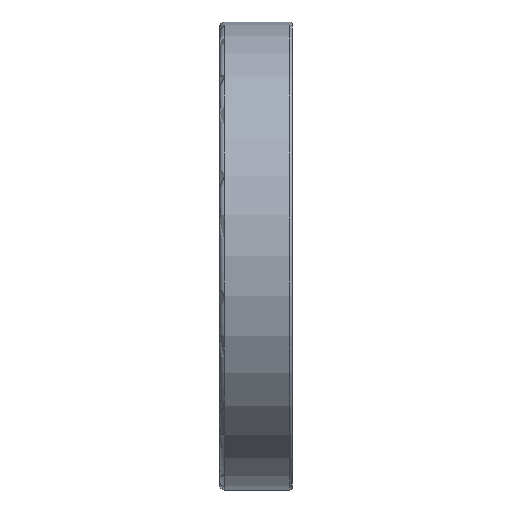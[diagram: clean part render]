
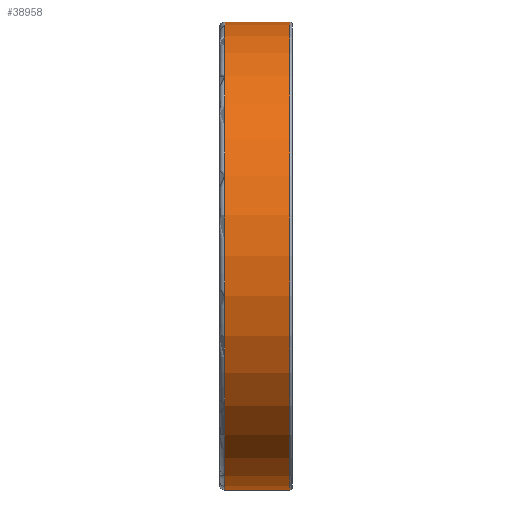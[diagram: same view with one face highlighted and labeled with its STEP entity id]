
A CAD part, top view. The second image highlights one B-rep face of the part: STEP entity #38958.
In plain terms, the highlighted cylindrical face has radius 90 mm (diameter 180 mm), a partial arc.
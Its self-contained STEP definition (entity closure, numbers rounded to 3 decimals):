
#29113=DIRECTION('',(-1.,0.,0.));
#29114=VECTOR('',#29113,25.);
#29115=CARTESIAN_POINT('',(13.,90.,0.));
#29116=LINE('',#29115,#29114);
#29120=DIRECTION('',(-1.,0.,0.));
#29121=VECTOR('',#29120,25.);
#29122=CARTESIAN_POINT('',(13.,-90.,0.));
#29123=LINE('',#29122,#29121);
#29135=CARTESIAN_POINT('',(13.,0.,0.));
#29136=DIRECTION('',(1.,0.,0.));
#29137=DIRECTION('',(0.,1.,0.));
#29138=AXIS2_PLACEMENT_3D('',#29135,#29136,#29137);
#29143=CARTESIAN_POINT('',(-12.,0.,0.));
#29144=DIRECTION('',(1.,0.,0.));
#29145=DIRECTION('',(0.,1.,0.));
#29146=AXIS2_PLACEMENT_3D('',#29143,#29144,#29145);
#36016=CARTESIAN_POINT('',(13.,90.,0.));
#36017=CARTESIAN_POINT('',(-12.,90.,0.));
#36018=VERTEX_POINT('',#36016);
#36019=VERTEX_POINT('',#36017);
#36028=CARTESIAN_POINT('',(13.,-90.,0.));
#36029=CARTESIAN_POINT('',(-12.,-90.,0.));
#36030=VERTEX_POINT('',#36028);
#36031=VERTEX_POINT('',#36029);
#38946=CARTESIAN_POINT('',(-15.4,0.,0.));
#38947=DIRECTION('',(1.,0.,0.));
#38948=DIRECTION('',(0.,-1.,0.));
#38949=AXIS2_PLACEMENT_3D('',#38946,#38947,#38948);
#38950=CYLINDRICAL_SURFACE('',#38949,90.);
#38951=ORIENTED_EDGE('',*,*,#38936,.F.);
#38952=ORIENTED_EDGE('',*,*,#38913,.T.);
#38953=ORIENTED_EDGE('',*,*,#38940,.T.);
#38955=ORIENTED_EDGE('',*,*,#38954,.F.);
#38956=EDGE_LOOP('',(#38951,#38952,#38953,#38955));
#38957=FACE_OUTER_BOUND('',#38956,.F.);
#29139=CIRCLE('',#29138,90.);
#29147=CIRCLE('',#29146,90.);
#38913=EDGE_CURVE('',#36018,#36030,#29139,.T.);
#38936=EDGE_CURVE('',#36018,#36019,#29116,.T.);
#38940=EDGE_CURVE('',#36030,#36031,#29123,.T.);
#38954=EDGE_CURVE('',#36019,#36031,#29147,.T.);
#38958=ADVANCED_FACE('',(#38957),#38950,.T.);
